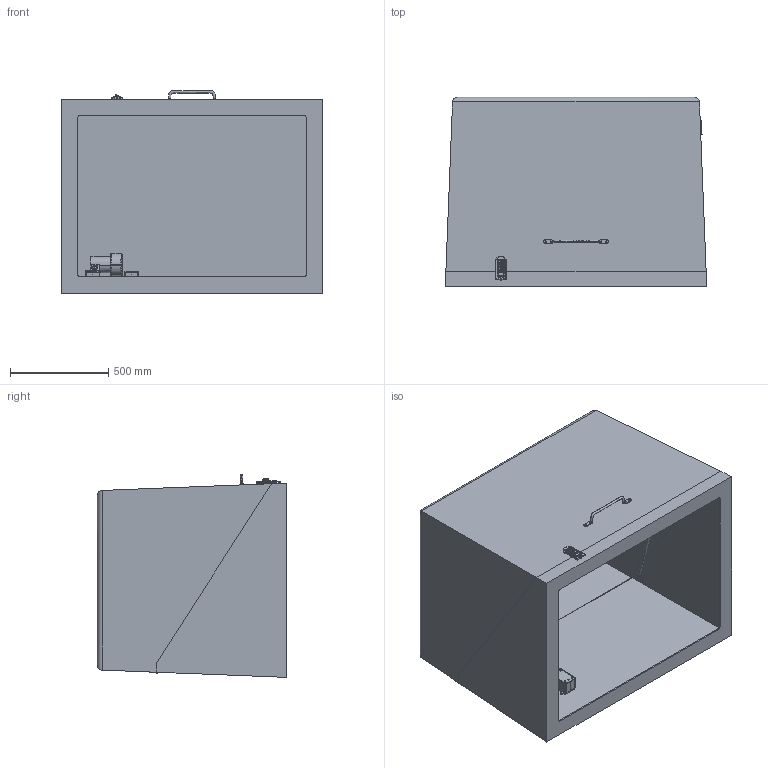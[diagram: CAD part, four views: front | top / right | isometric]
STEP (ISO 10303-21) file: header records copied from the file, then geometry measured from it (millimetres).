
FILE_DESCRIPTION (( 'STEP AP214' ), '1' );
FILE_NAME ('M433.STEP', '2020-10-02T12:31:59', ( '' ), ( '' ), 'SwSTEP 2.0', 'SolidWorks 2020', '' );
FILE_SCHEMA (( 'AUTOMOTIVE_DESIGN' ));
Length unit declared in the file: millimetre
Products named in the file (1): M433
Bounding box: 1333.5 x 965.2 x 1033.93 mm (x, y, z)
Volume: 169016421.5 mm3; surface area: 12197892.2 mm2
Topology: 39 solids, 39 shells, 2949 faces, 8142 edges, 5253 vertices
Faces by surface type: cylinder 1339, plane 904, bspline 237, torus 175, cone 162, sphere 132
Entity records: 169250 total; most frequent: CARTESIAN_POINT 61493, ORIENTED_EDGE 16092, DIRECTION 15768, EDGE_CURVE 8046, AXIS2_PLACEMENT_3D 5990, VERTEX_POINT 5229, LINE 3788, VECTOR 3788
